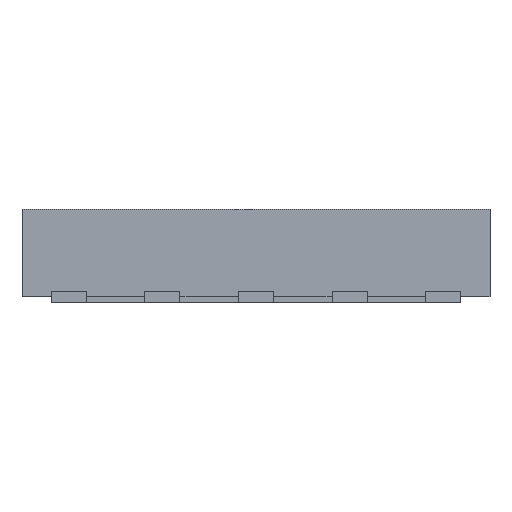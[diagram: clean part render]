
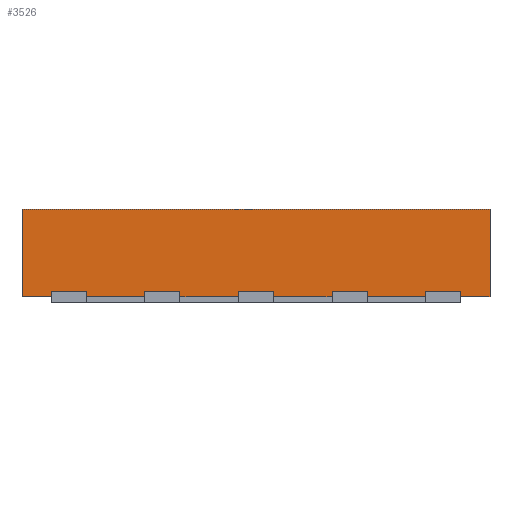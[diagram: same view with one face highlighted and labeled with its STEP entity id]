
A CAD part, left-side view. The second image highlights one B-rep face of the part: STEP entity #3526.
In plain terms, the highlighted face is planar.
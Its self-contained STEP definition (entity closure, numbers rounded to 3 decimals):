
#148=PLANE('',#3718);
#318=FACE_OUTER_BOUND('',#508,.T.);
#508=EDGE_LOOP('',(#2628,#2629,#2630,#2631,#2632,#2633,#2634,#2635,#2636,
#2637,#2638,#2639,#2640,#2641,#2642,#2643,#2644,#2645,#2646,#2647,#2648,
#2649,#2650,#2651));
#639=LINE('',#4619,#1077);
#801=LINE('',#5097,#1239);
#802=LINE('',#5099,#1240);
#803=LINE('',#5101,#1241);
#804=LINE('',#5103,#1242);
#805=LINE('',#5105,#1243);
#806=LINE('',#5107,#1244);
#807=LINE('',#5109,#1245);
#808=LINE('',#5111,#1246);
#809=LINE('',#5113,#1247);
#810=LINE('',#5115,#1248);
#811=LINE('',#5117,#1249);
#812=LINE('',#5119,#1250);
#813=LINE('',#5121,#1251);
#814=LINE('',#5123,#1252);
#815=LINE('',#5125,#1253);
#816=LINE('',#5127,#1254);
#817=LINE('',#5128,#1255);
#818=LINE('',#5130,#1256);
#819=LINE('',#5132,#1257);
#820=LINE('',#5134,#1258);
#821=LINE('',#5136,#1259);
#822=LINE('',#5138,#1260);
#823=LINE('',#5139,#1261);
#1077=VECTOR('',#3846,1.);
#1239=VECTOR('',#4110,1.);
#1240=VECTOR('',#4111,1.);
#1241=VECTOR('',#4112,1.);
#1242=VECTOR('',#4113,1.);
#1243=VECTOR('',#4114,1.);
#1244=VECTOR('',#4115,1.);
#1245=VECTOR('',#4116,1.);
#1246=VECTOR('',#4117,1.);
#1247=VECTOR('',#4118,1.);
#1248=VECTOR('',#4119,1.);
#1249=VECTOR('',#4120,1.);
#1250=VECTOR('',#4121,1.);
#1251=VECTOR('',#4122,1.);
#1252=VECTOR('',#4123,1.);
#1253=VECTOR('',#4124,1.);
#1254=VECTOR('',#4125,1.);
#1255=VECTOR('',#4126,1.);
#1256=VECTOR('',#4127,1.);
#1257=VECTOR('',#4128,1.);
#1258=VECTOR('',#4129,1.);
#1259=VECTOR('',#4130,1.);
#1260=VECTOR('',#4131,1.);
#1261=VECTOR('',#4132,1.);
#1522=VERTEX_POINT('',#4616);
#1523=VERTEX_POINT('',#4618);
#1643=VERTEX_POINT('',#5095);
#1644=VERTEX_POINT('',#5096);
#1645=VERTEX_POINT('',#5098);
#1646=VERTEX_POINT('',#5100);
#1647=VERTEX_POINT('',#5102);
#1648=VERTEX_POINT('',#5104);
#1649=VERTEX_POINT('',#5106);
#1650=VERTEX_POINT('',#5108);
#1651=VERTEX_POINT('',#5110);
#1652=VERTEX_POINT('',#5112);
#1653=VERTEX_POINT('',#5114);
#1654=VERTEX_POINT('',#5116);
#1655=VERTEX_POINT('',#5118);
#1656=VERTEX_POINT('',#5120);
#1657=VERTEX_POINT('',#5122);
#1658=VERTEX_POINT('',#5124);
#1659=VERTEX_POINT('',#5126);
#1660=VERTEX_POINT('',#5129);
#1661=VERTEX_POINT('',#5131);
#1662=VERTEX_POINT('',#5133);
#1663=VERTEX_POINT('',#5135);
#1664=VERTEX_POINT('',#5137);
#1843=EDGE_CURVE('',#1522,#1523,#639,.T.);
#2023=EDGE_CURVE('',#1643,#1644,#801,.T.);
#2024=EDGE_CURVE('',#1644,#1645,#802,.T.);
#2025=EDGE_CURVE('',#1645,#1646,#803,.T.);
#2026=EDGE_CURVE('',#1646,#1647,#804,.T.);
#2027=EDGE_CURVE('',#1647,#1648,#805,.T.);
#2028=EDGE_CURVE('',#1648,#1649,#806,.T.);
#2029=EDGE_CURVE('',#1649,#1650,#807,.T.);
#2030=EDGE_CURVE('',#1650,#1651,#808,.T.);
#2031=EDGE_CURVE('',#1651,#1652,#809,.T.);
#2032=EDGE_CURVE('',#1652,#1653,#810,.T.);
#2033=EDGE_CURVE('',#1653,#1654,#811,.T.);
#2034=EDGE_CURVE('',#1654,#1655,#812,.T.);
#2035=EDGE_CURVE('',#1655,#1656,#813,.T.);
#2036=EDGE_CURVE('',#1656,#1657,#814,.T.);
#2037=EDGE_CURVE('',#1657,#1658,#815,.T.);
#2038=EDGE_CURVE('',#1658,#1659,#816,.T.);
#2039=EDGE_CURVE('',#1659,#1523,#817,.T.);
#2040=EDGE_CURVE('',#1522,#1660,#818,.T.);
#2041=EDGE_CURVE('',#1660,#1661,#819,.T.);
#2042=EDGE_CURVE('',#1661,#1662,#820,.T.);
#2043=EDGE_CURVE('',#1662,#1663,#821,.T.);
#2044=EDGE_CURVE('',#1663,#1664,#822,.T.);
#2045=EDGE_CURVE('',#1664,#1643,#823,.T.);
#2628=ORIENTED_EDGE('',*,*,#2023,.T.);
#2629=ORIENTED_EDGE('',*,*,#2024,.T.);
#2630=ORIENTED_EDGE('',*,*,#2025,.T.);
#2631=ORIENTED_EDGE('',*,*,#2026,.T.);
#2632=ORIENTED_EDGE('',*,*,#2027,.T.);
#2633=ORIENTED_EDGE('',*,*,#2028,.T.);
#2634=ORIENTED_EDGE('',*,*,#2029,.T.);
#2635=ORIENTED_EDGE('',*,*,#2030,.T.);
#2636=ORIENTED_EDGE('',*,*,#2031,.T.);
#2637=ORIENTED_EDGE('',*,*,#2032,.T.);
#2638=ORIENTED_EDGE('',*,*,#2033,.T.);
#2639=ORIENTED_EDGE('',*,*,#2034,.T.);
#2640=ORIENTED_EDGE('',*,*,#2035,.T.);
#2641=ORIENTED_EDGE('',*,*,#2036,.T.);
#2642=ORIENTED_EDGE('',*,*,#2037,.T.);
#2643=ORIENTED_EDGE('',*,*,#2038,.T.);
#2644=ORIENTED_EDGE('',*,*,#2039,.T.);
#2645=ORIENTED_EDGE('',*,*,#1843,.F.);
#2646=ORIENTED_EDGE('',*,*,#2040,.T.);
#2647=ORIENTED_EDGE('',*,*,#2041,.T.);
#2648=ORIENTED_EDGE('',*,*,#2042,.T.);
#2649=ORIENTED_EDGE('',*,*,#2043,.T.);
#2650=ORIENTED_EDGE('',*,*,#2044,.T.);
#2651=ORIENTED_EDGE('',*,*,#2045,.T.);
#3526=ADVANCED_FACE('',(#318),#148,.T.);
#3718=AXIS2_PLACEMENT_3D('',#5094,#4108,#4109);
#3846=DIRECTION('',(0.,1.,0.));
#4108=DIRECTION('center_axis',(1.,0.,0.));
#4109=DIRECTION('ref_axis',(0.,1.,0.));
#4110=DIRECTION('',(0.,0.,1.));
#4111=DIRECTION('',(0.,1.,0.));
#4112=DIRECTION('',(0.,0.,-1.));
#4113=DIRECTION('',(0.,1.,0.));
#4114=DIRECTION('',(0.,0.,1.));
#4115=DIRECTION('',(0.,1.,0.));
#4116=DIRECTION('',(0.,0.,-1.));
#4117=DIRECTION('',(0.,1.,0.));
#4118=DIRECTION('',(0.,0.,1.));
#4119=DIRECTION('',(0.,1.,0.));
#4120=DIRECTION('',(0.,0.,-1.));
#4121=DIRECTION('',(0.,1.,0.));
#4122=DIRECTION('',(0.,0.,1.));
#4123=DIRECTION('',(0.,1.,0.));
#4124=DIRECTION('',(0.,0.,-1.));
#4125=DIRECTION('',(0.,1.,0.));
#4126=DIRECTION('',(0.,0.,1.));
#4127=DIRECTION('',(0.,0.,-1.));
#4128=DIRECTION('',(0.,1.,0.));
#4129=DIRECTION('',(0.,0.,1.));
#4130=DIRECTION('',(0.,1.,0.));
#4131=DIRECTION('',(0.,0.,-1.));
#4132=DIRECTION('',(0.,1.,0.));
#4616=CARTESIAN_POINT('',(2.,-2.,0.75));
#4618=CARTESIAN_POINT('',(2.,2.,0.75));
#4619=CARTESIAN_POINT('',(2.,0.,0.75));
#5094=CARTESIAN_POINT('Origin',(2.,-2.,0.));
#5095=CARTESIAN_POINT('',(2.,-0.95,0.));
#5096=CARTESIAN_POINT('',(2.,-0.95,0.05));
#5097=CARTESIAN_POINT('',(2.,-0.95,0.));
#5098=CARTESIAN_POINT('',(2.,-0.65,0.05));
#5099=CARTESIAN_POINT('',(2.,-2.,0.05));
#5100=CARTESIAN_POINT('',(2.,-0.65,0.));
#5101=CARTESIAN_POINT('',(2.,-0.65,0.));
#5102=CARTESIAN_POINT('',(2.,-0.15,0.));
#5103=CARTESIAN_POINT('',(2.,0.,0.));
#5104=CARTESIAN_POINT('',(2.,-0.15,0.05));
#5105=CARTESIAN_POINT('',(2.,-0.15,0.));
#5106=CARTESIAN_POINT('',(2.,0.15,0.05));
#5107=CARTESIAN_POINT('',(2.,-2.,0.05));
#5108=CARTESIAN_POINT('',(2.,0.15,0.));
#5109=CARTESIAN_POINT('',(2.,0.15,0.));
#5110=CARTESIAN_POINT('',(2.,0.65,0.));
#5111=CARTESIAN_POINT('',(2.,0.,0.));
#5112=CARTESIAN_POINT('',(2.,0.65,0.05));
#5113=CARTESIAN_POINT('',(2.,0.65,0.));
#5114=CARTESIAN_POINT('',(2.,0.95,0.05));
#5115=CARTESIAN_POINT('',(2.,-2.,0.05));
#5116=CARTESIAN_POINT('',(2.,0.95,0.));
#5117=CARTESIAN_POINT('',(2.,0.95,0.));
#5118=CARTESIAN_POINT('',(2.,1.45,0.));
#5119=CARTESIAN_POINT('',(2.,0.,0.));
#5120=CARTESIAN_POINT('',(2.,1.45,0.05));
#5121=CARTESIAN_POINT('',(2.,1.45,0.));
#5122=CARTESIAN_POINT('',(2.,1.75,0.05));
#5123=CARTESIAN_POINT('',(2.,-2.,0.05));
#5124=CARTESIAN_POINT('',(2.,1.75,0.));
#5125=CARTESIAN_POINT('',(2.,1.75,0.));
#5126=CARTESIAN_POINT('',(2.,2.,0.));
#5127=CARTESIAN_POINT('',(2.,0.,0.));
#5128=CARTESIAN_POINT('',(2.,2.,0.));
#5129=CARTESIAN_POINT('',(2.,-2.,0.));
#5130=CARTESIAN_POINT('',(2.,-2.,0.));
#5131=CARTESIAN_POINT('',(2.,-1.75,0.));
#5132=CARTESIAN_POINT('',(2.,0.,0.));
#5133=CARTESIAN_POINT('',(2.,-1.75,0.05));
#5134=CARTESIAN_POINT('',(2.,-1.75,0.));
#5135=CARTESIAN_POINT('',(2.,-1.45,0.05));
#5136=CARTESIAN_POINT('',(2.,-2.,0.05));
#5137=CARTESIAN_POINT('',(2.,-1.45,0.));
#5138=CARTESIAN_POINT('',(2.,-1.45,0.));
#5139=CARTESIAN_POINT('',(2.,0.,0.));
